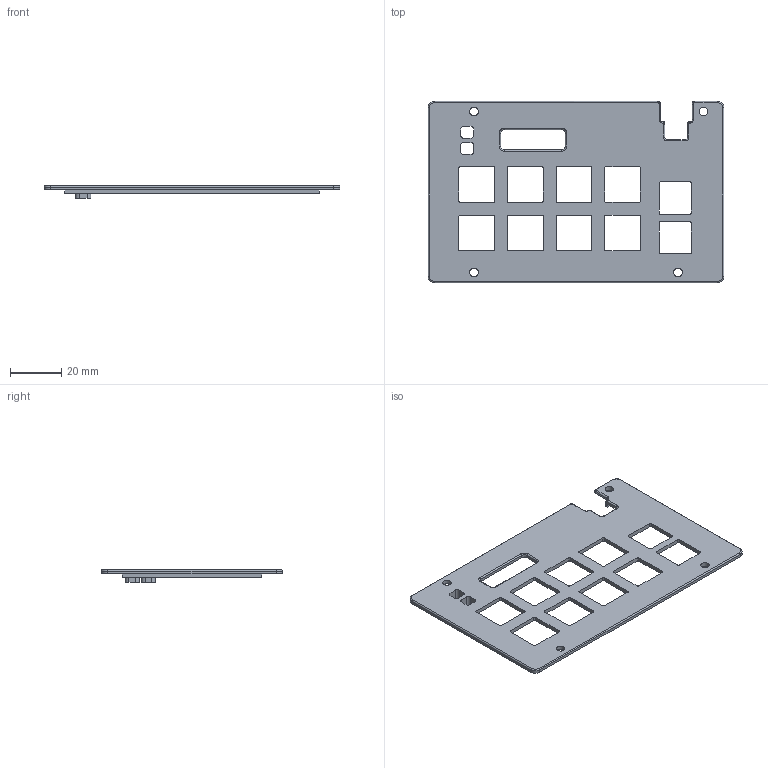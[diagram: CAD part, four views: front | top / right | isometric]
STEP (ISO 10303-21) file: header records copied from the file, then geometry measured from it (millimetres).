
FILE_DESCRIPTION(/* description */ (''),/* implementation_level */ '2;1');
FILE_NAME(/* name */ 'Case Top.step',/* time_stamp */ '2025-12-23T03:19:05+08:00',/* author */ (''),/* organization */ (''),/* preprocessor_version */ 'ST-DEVELOPER v20.1',/* originating_system */ 'Autodesk Translation Framework v14.21.0.0',/* authorisation */ '');
FILE_SCHEMA (('AUTOMOTIVE_DESIGN { 1 0 10303 214 3 1 1 }'));
Length unit declared in the file: millimetre
Products named in the file (1): Case Top
Bounding box: 116 x 71 x 4.9 mm (x, y, z)
Volume: 9944.5 mm3; surface area: 14506.8 mm2
Topology: 1 solids, 1 shells, 230 faces, 632 edges, 406 vertices
Faces by surface type: plane 90, cylinder 86, bspline 44, torus 10
Full cylindrical faces by diameter (mm): 3.4 x4
Entity records: 10455 total; most frequent: CARTESIAN_POINT 4620, ORIENTED_EDGE 1264, DIRECTION 1134, EDGE_CURVE 632, VERTEX_POINT 406, AXIS2_PLACEMENT_3D 403, LINE 328, VECTOR 328
